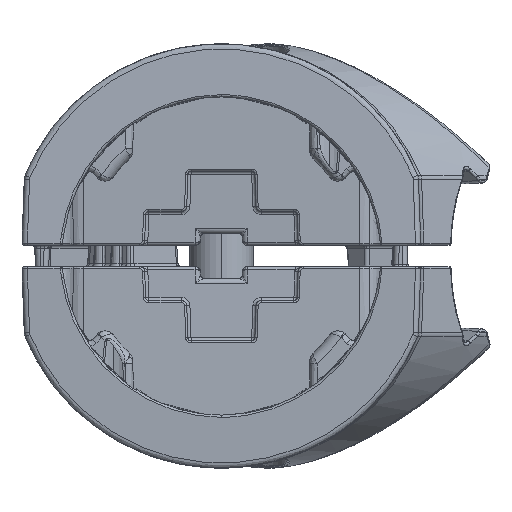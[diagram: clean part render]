
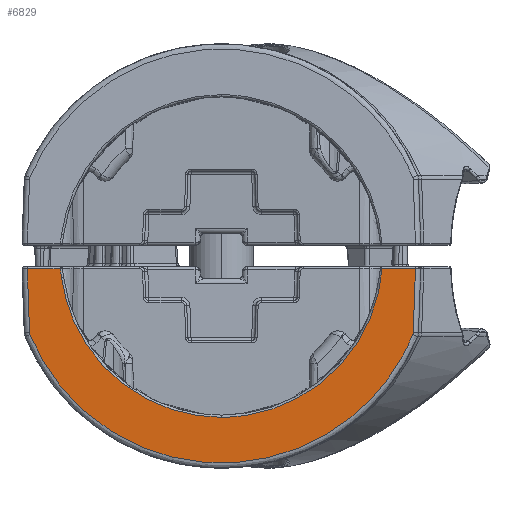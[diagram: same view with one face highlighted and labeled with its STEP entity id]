
A CAD part, front view. The second image highlights one B-rep face of the part: STEP entity #6829.
In plain terms, the highlighted face is planar.
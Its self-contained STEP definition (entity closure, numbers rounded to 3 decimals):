
#146 = CARTESIAN_POINT ( 'NONE',  ( -9.945, 0.312, 14.004 ) ) ;
#1449 = ORIENTED_EDGE ( 'NONE', *, *, #9353, .T. ) ;
#1688 = FACE_OUTER_BOUND ( 'NONE', #60770, .T. ) ;
#3938 = CARTESIAN_POINT ( 'NONE',  ( -15.207, 0.496, 0. ) ) ;
#5021 = CARTESIAN_POINT ( 'NONE',  ( -0.983, -0.001, -18.301 ) ) ;
#6420 = VECTOR ( 'NONE', #50433, 1000. ) ;
#6755 = ORIENTED_EDGE ( 'NONE', *, *, #43291, .T. ) ;
#6829 = ADVANCED_FACE ( 'NONE', ( #1688 ), #41523, .T. ) ;
#8483 = ORIENTED_EDGE ( 'NONE', *, *, #43750, .T. ) ;
#8801 = CARTESIAN_POINT ( 'NONE',  ( -2.292, 0.045, 18.255 ) ) ;
#9353 = EDGE_CURVE ( 'NONE', #32556, #76522, #67181, .T. ) ;
#9531 = CARTESIAN_POINT ( 'NONE',  ( -7.235, 0.218, 18.083 ) ) ;
#9977 = VECTOR ( 'NONE', #61663, 1000. ) ;
#10160 = CARTESIAN_POINT ( 'NONE',  ( -7.407, 0.224, -18.046 ) ) ;
#10918 = CARTESIAN_POINT ( 'NONE',  ( -15.207, 0.496, -8.356 ) ) ;
#11260 = LINE ( 'NONE', #5021, #41645 ) ;
#11856 = DIRECTION ( 'NONE',  ( 0.999, -0.035, 0. ) ) ;
#11884 = CARTESIAN_POINT ( 'NONE',  ( -1.207, 0.007, -15.153 ) ) ;
#13069 = VERTEX_POINT ( 'NONE', #50160 ) ;
#13875 = CARTESIAN_POINT ( 'NONE',  ( -1.207, 0.007, 15.193 ) ) ;
#15041 = LINE ( 'NONE', #8801, #25732 ) ;
#15411 = CARTESIAN_POINT ( 'NONE',  ( -7.407, 0.224, 18.046 ) ) ;
#16866 = ORIENTED_EDGE ( 'NONE', *, *, #67353, .T. ) ;
#16922 = CARTESIAN_POINT ( 'NONE',  ( -7.294, 0.22, 18.081 ) ) ;
#17118 = VECTOR ( 'NONE', #73608, 1000. ) ;
#17212 = CARTESIAN_POINT ( 'NONE',  ( -7.235, 0.218, -18.083 ) ) ;
#18255 = VERTEX_POINT ( 'NONE', #40984 ) ;
#18873 = EDGE_CURVE ( 'NONE', #13069, #57089, #51590, .T. ) ;
#18896 =( BOUNDED_CURVE ( )  B_SPLINE_CURVE ( 3, ( #23942, #60308, #146, #41526 ),
 .UNSPECIFIED., .F., .F. ) 
 B_SPLINE_CURVE_WITH_KNOTS ( ( 4, 4 ),
 ( 0., 1.438 ),
 .UNSPECIFIED. ) 
 CURVE ( )  GEOMETRIC_REPRESENTATION_ITEM ( )  RATIONAL_B_SPLINE_CURVE ( ( 1., 0.835, 0.835, 1. ) ) 
 REPRESENTATION_ITEM ( '' )  );
#19008 =( BOUNDED_CURVE ( )  B_SPLINE_CURVE ( 3, ( #63204, #40748, #64653, #23966 ),
 .UNSPECIFIED., .F., .F. ) 
 B_SPLINE_CURVE_WITH_KNOTS ( ( 4, 4 ),
 ( 1.959, 4.324 ),
 .UNSPECIFIED. ) 
 CURVE ( )  GEOMETRIC_REPRESENTATION_ITEM ( )  RATIONAL_B_SPLINE_CURVE ( ( 1., 0.586, 0.586, 1. ) ) 
 REPRESENTATION_ITEM ( '' )  );
#19230 = DIRECTION ( 'NONE',  ( -0.035, -0.999, 0. ) ) ;
#19611 = LINE ( 'NONE', #24325, #17118 ) ;
#20503 = VERTEX_POINT ( 'NONE', #53793 ) ;
#21945 = CARTESIAN_POINT ( 'NONE',  ( -7.235, 0.218, -18.083 ) ) ;
#23566 = EDGE_CURVE ( 'NONE', #76522, #20503, #19611, .T. ) ;
#23942 = CARTESIAN_POINT ( 'NONE',  ( -15.207, 0.496, 0. ) ) ;
#23966 = CARTESIAN_POINT ( 'NONE',  ( -7.407, 0.224, -18.046 ) ) ;
#24011 =( BOUNDED_CURVE ( )  B_SPLINE_CURVE ( 3, ( #39518, #57578, #50154, #21945 ),
 .UNSPECIFIED., .F., .F. ) 
 B_SPLINE_CURVE_WITH_KNOTS ( ( 4, 4 ),
 ( 4.324, 4.677 ),
 .UNSPECIFIED. ) 
 CURVE ( )  GEOMETRIC_REPRESENTATION_ITEM ( )  RATIONAL_B_SPLINE_CURVE ( ( 1., 0.99, 0.99, 1. ) ) 
 REPRESENTATION_ITEM ( '' )  );
#24325 = CARTESIAN_POINT ( 'NONE',  ( -1.207, 0.007, -18.8 ) ) ;
#25108 = CARTESIAN_POINT ( 'NONE',  ( -1., 0., -18.8 ) ) ;
#25732 = VECTOR ( 'NONE', #62714, 1000. ) ;
#26060 =( BOUNDED_CURVE ( )  B_SPLINE_CURVE ( 3, ( #40200, #27729, #10918, #3938 ),
 .UNSPECIFIED., .F., .F. ) 
 B_SPLINE_CURVE_WITH_KNOTS ( ( 4, 4 ),
 ( 4.791, 6.283 ),
 .UNSPECIFIED. ) 
 CURVE ( )  GEOMETRIC_REPRESENTATION_ITEM ( )  RATIONAL_B_SPLINE_CURVE ( ( 1., 0.823, 0.823, 1. ) ) 
 REPRESENTATION_ITEM ( '' )  );
#26491 = CARTESIAN_POINT ( 'NONE',  ( -1.031, 0.001, 15.22 ) ) ;
#27729 = CARTESIAN_POINT ( 'NONE',  ( -9.537, 0.298, -14.493 ) ) ;
#29858 = EDGE_CURVE ( 'NONE', #39458, #18255, #41680, .T. ) ;
#32556 = VERTEX_POINT ( 'NONE', #45657 ) ;
#33543 = CARTESIAN_POINT ( 'NONE',  ( -1.207, 0.007, -18.8 ) ) ;
#39458 = VERTEX_POINT ( 'NONE', #61988 ) ;
#39518 = CARTESIAN_POINT ( 'NONE',  ( -7.407, 0.224, -18.046 ) ) ;
#39691 = ORIENTED_EDGE ( 'NONE', *, *, #53127, .T. ) ;
#40200 = CARTESIAN_POINT ( 'NONE',  ( -1.207, 0.007, -15.153 ) ) ;
#40748 = CARTESIAN_POINT ( 'NONE',  ( -26.406, 0.887, 10.265 ) ) ;
#40984 = CARTESIAN_POINT ( 'NONE',  ( -7.407, 0.224, 18.046 ) ) ;
#41523 = PLANE ( 'NONE',  #45859 ) ;
#41526 = CARTESIAN_POINT ( 'NONE',  ( -2.025, 0.036, 15.065 ) ) ;
#41645 = VECTOR ( 'NONE', #76558, 1000. ) ;
#41680 =( BOUNDED_CURVE ( )  B_SPLINE_CURVE ( 3, ( #9531, #16922, #45861, #15411 ),
 .UNSPECIFIED., .F., .F. ) 
 B_SPLINE_CURVE_WITH_KNOTS ( ( 4, 4 ),
 ( 1.606, 1.959 ),
 .UNSPECIFIED. ) 
 CURVE ( )  GEOMETRIC_REPRESENTATION_ITEM ( )  RATIONAL_B_SPLINE_CURVE ( ( 1., 0.99, 0.99, 1. ) ) 
 REPRESENTATION_ITEM ( '' )  );
#43065 = EDGE_CURVE ( 'NONE', #50993, #45385, #24011, .T. ) ;
#43291 = EDGE_CURVE ( 'NONE', #57089, #60185, #26060, .T. ) ;
#43750 = EDGE_CURVE ( 'NONE', #18255, #50993, #19008, .T. ) ;
#45385 = VERTEX_POINT ( 'NONE', #17212 ) ;
#45657 = CARTESIAN_POINT ( 'NONE',  ( -2.025, 0.036, 15.065 ) ) ;
#45859 = AXIS2_PLACEMENT_3D ( 'NONE', #25108, #19230, #11856 ) ;
#45861 = CARTESIAN_POINT ( 'NONE',  ( -7.352, 0.222, 18.068 ) ) ;
#50154 = CARTESIAN_POINT ( 'NONE',  ( -7.294, 0.22, -18.081 ) ) ;
#50160 = CARTESIAN_POINT ( 'NONE',  ( -1.207, 0.007, -18.293 ) ) ;
#50433 = DIRECTION ( 'NONE',  ( 0., 0., 1. ) ) ;
#50993 = VERTEX_POINT ( 'NONE', #10160 ) ;
#51590 = LINE ( 'NONE', #33543, #6420 ) ;
#52008 = ORIENTED_EDGE ( 'NONE', *, *, #18873, .T. ) ;
#52577 = ORIENTED_EDGE ( 'NONE', *, *, #43065, .T. ) ;
#53127 = EDGE_CURVE ( 'NONE', #60185, #32556, #18896, .T. ) ;
#53793 = CARTESIAN_POINT ( 'NONE',  ( -1.207, 0.007, 18.293 ) ) ;
#57089 = VERTEX_POINT ( 'NONE', #11884 ) ;
#57578 = CARTESIAN_POINT ( 'NONE',  ( -7.352, 0.222, -18.068 ) ) ;
#58084 = EDGE_CURVE ( 'NONE', #45385, #13069, #11260, .T. ) ;
#60185 = VERTEX_POINT ( 'NONE', #74245 ) ;
#60308 = CARTESIAN_POINT ( 'NONE',  ( -15.207, 0.496, 7.991 ) ) ;
#60770 = EDGE_LOOP ( 'NONE', ( #6755, #39691, #1449, #67798, #16866, #70032, #8483, #52577, #73154, #52008 ) ) ;
#61663 = DIRECTION ( 'NONE',  ( 0.987, -0.034, 0.154 ) ) ;
#61988 = CARTESIAN_POINT ( 'NONE',  ( -7.235, 0.218, 18.083 ) ) ;
#62714 = DIRECTION ( 'NONE',  ( -0.999, 0.035, -0.035 ) ) ;
#63204 = CARTESIAN_POINT ( 'NONE',  ( -7.407, 0.224, 18.046 ) ) ;
#64653 = CARTESIAN_POINT ( 'NONE',  ( -26.406, 0.887, -10.265 ) ) ;
#67181 = LINE ( 'NONE', #26491, #9977 ) ;
#67353 = EDGE_CURVE ( 'NONE', #20503, #39458, #15041, .T. ) ;
#67798 = ORIENTED_EDGE ( 'NONE', *, *, #23566, .T. ) ;
#70032 = ORIENTED_EDGE ( 'NONE', *, *, #29858, .T. ) ;
#73154 = ORIENTED_EDGE ( 'NONE', *, *, #58084, .T. ) ;
#73608 = DIRECTION ( 'NONE',  ( 0., 0., 1. ) ) ;
#74245 = CARTESIAN_POINT ( 'NONE',  ( -15.207, 0.496, 0. ) ) ;
#76522 = VERTEX_POINT ( 'NONE', #13875 ) ;
#76558 = DIRECTION ( 'NONE',  ( 0.999, -0.035, -0.035 ) ) ;
